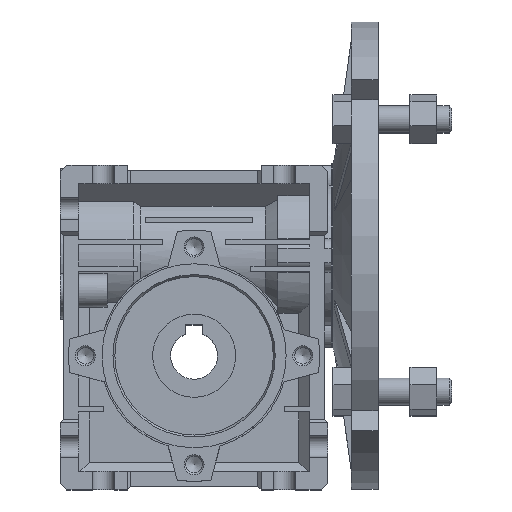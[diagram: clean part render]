
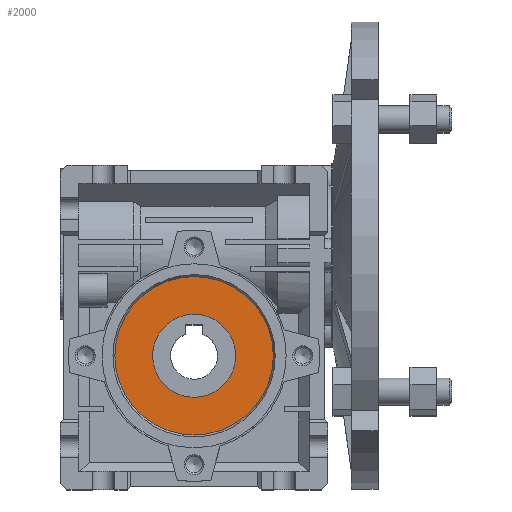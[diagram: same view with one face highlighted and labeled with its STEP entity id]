
A CAD part, top view. The second image highlights one B-rep face of the part: STEP entity #2000.
In plain terms, the highlighted face is planar.
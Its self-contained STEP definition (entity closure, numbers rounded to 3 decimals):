
#2000 = ADVANCED_FACE( '', ( #4344, #4345 ), #4346, .F. );
#4344 = FACE_OUTER_BOUND( '', #7030, .T. );
#4345 = FACE_BOUND( '', #7031, .T. );
#4346 = PLANE( '', #7032 );
#7030 = EDGE_LOOP( '', ( #12810 ) );
#7031 = EDGE_LOOP( '', ( #12811 ) );
#7032 = AXIS2_PLACEMENT_3D( '', #12812, #12813, #12814 );
#12810 = ORIENTED_EDGE( '', *, *, #17998, .F. );
#12811 = ORIENTED_EDGE( '', *, *, #18114, .F. );
#12812 = CARTESIAN_POINT( '', ( -30.5, 0., 0. ) );
#12813 = DIRECTION( '', ( 1., 0., 0. ) );
#12814 = DIRECTION( '', ( 0., 0., -1. ) );
#17998 = EDGE_CURVE( '', #22309, #22309, #22310, .T. );
#18114 = EDGE_CURVE( '', #22467, #22467, #22468, .F. );
#22309 = VERTEX_POINT( '', #28404 );
#22310 = CIRCLE( '', #28405, 23.675 );
#22467 = VERTEX_POINT( '', #28634 );
#22468 = CIRCLE( '', #28635, 12.4 );
#28404 = CARTESIAN_POINT( '', ( -30.5, 0., -23.675 ) );
#28405 = AXIS2_PLACEMENT_3D( '', #32028, #32029, #32030 );
#28634 = CARTESIAN_POINT( '', ( -30.5, 0., -12.4 ) );
#28635 = AXIS2_PLACEMENT_3D( '', #32139, #32140, #32141 );
#32028 = CARTESIAN_POINT( '', ( -30.5, 0., 0. ) );
#32029 = DIRECTION( '', ( 1., 0., 0. ) );
#32030 = DIRECTION( '', ( 0., 0., -1. ) );
#32139 = CARTESIAN_POINT( '', ( -30.5, 0., 0. ) );
#32140 = DIRECTION( '', ( 1., 0., 0. ) );
#32141 = DIRECTION( '', ( 0., 0., -1. ) );
